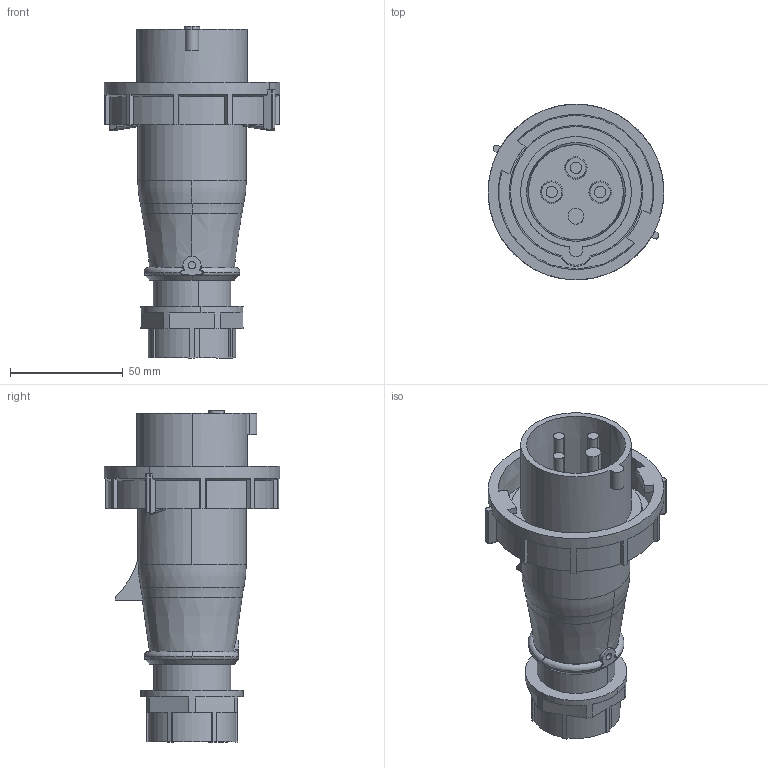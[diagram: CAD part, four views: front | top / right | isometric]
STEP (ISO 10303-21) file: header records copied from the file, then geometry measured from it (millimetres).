
FILE_DESCRIPTION (( 'STEP AP214' ), '1' );
FILE_NAME ('PSR02-016-4-0-67 Âèëêà ïåð. ÑÑÈ-0142 16À-6÷ 380Â 3P+PE IP67 IEK.STEP', '2025-12-04T06:48:34', ( '' ), ( '' ), 'SwSTEP 2.0', 'SolidWorks 2022', '' );
FILE_SCHEMA (( 'AUTOMOTIVE_DESIGN' ));
Length unit declared in the file: millimetre
Products named in the file (1): PSR02-016-4-0-67 Вилка пер. ССИ-0142 16А-6ч 380В 3P+PE IP67 IEK
Bounding box: 77.98 x 77.99 x 147.4 mm (x, y, z)
Volume: 134072.2 mm3; surface area: 68046.9 mm2
Topology: 3 solids, 4 shells, 494 faces, 1350 edges, 893 vertices
Faces by surface type: plane 265, cylinder 151, bspline 37, cone 30, torus 11
Entity records: 20368 total; most frequent: CARTESIAN_POINT 7940, ORIENTED_EDGE 2700, DIRECTION 2432, EDGE_CURVE 1350, VERTEX_POINT 893, AXIS2_PLACEMENT_3D 847, VECTOR 738, LINE 738
